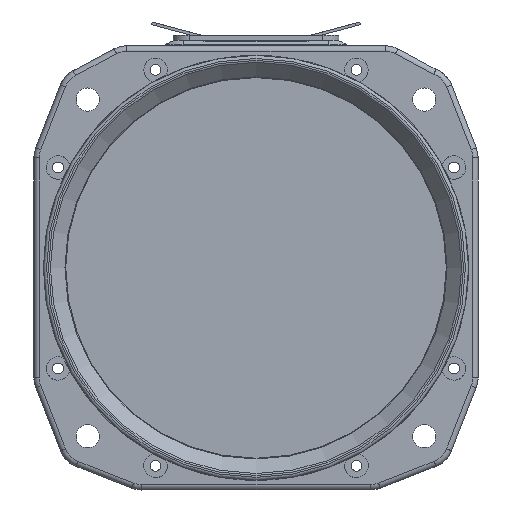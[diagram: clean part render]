
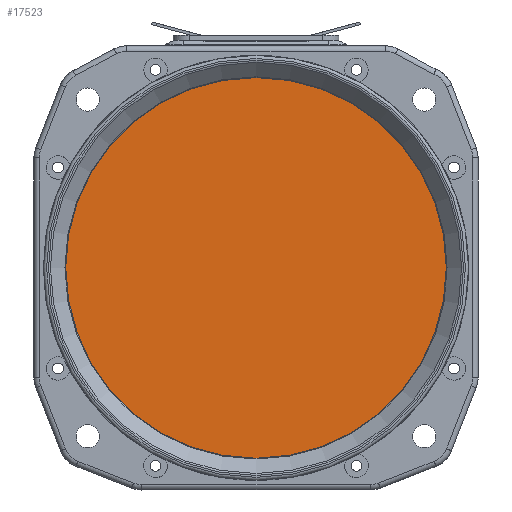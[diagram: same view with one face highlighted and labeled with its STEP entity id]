
A CAD part, front view. The second image highlights one B-rep face of the part: STEP entity #17523.
In plain terms, the highlighted planar face has unit normal (0, -1, 0).
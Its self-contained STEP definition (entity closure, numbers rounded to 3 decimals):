
#825=PLANE('',#18823);
#1340=FACE_OUTER_BOUND('',#2381,.T.);
#2381=EDGE_LOOP('',(#12484,#12485,#12486,#12487,#12488,#12489,#12490,#12491,
#12492));
#3599=LINE('',#27224,#5000);
#3602=LINE('',#27232,#5003);
#3610=LINE('',#27258,#5011);
#3612=LINE('',#27261,#5013);
#3613=LINE('',#27264,#5014);
#3614=LINE('',#27266,#5015);
#3615=LINE('',#27268,#5016);
#5000=VECTOR('',#21485,10.);
#5003=VECTOR('',#21492,10.);
#5011=VECTOR('',#21516,10.);
#5013=VECTOR('',#21520,10.);
#5014=VECTOR('',#21523,10.);
#5015=VECTOR('',#21524,10.);
#5016=VECTOR('',#21525,10.);
#6318=CIRCLE('',#18817,39.65);
#6321=CIRCLE('',#18824,39.65);
#7548=VERTEX_POINT('',#27222);
#7549=VERTEX_POINT('',#27223);
#7552=VERTEX_POINT('',#27231);
#7555=VERTEX_POINT('',#27239);
#7561=VERTEX_POINT('',#27255);
#7562=VERTEX_POINT('',#27257);
#7563=VERTEX_POINT('',#27263);
#7564=VERTEX_POINT('',#27265);
#7565=VERTEX_POINT('',#27267);
#9414=EDGE_CURVE('',#7548,#7549,#3599,.T.);
#9418=EDGE_CURVE('',#7552,#7548,#3602,.T.);
#9423=EDGE_CURVE('',#7555,#7549,#6318,.T.);
#9431=EDGE_CURVE('',#7562,#7561,#3610,.T.);
#9433=EDGE_CURVE('',#7561,#7552,#3612,.T.);
#9434=EDGE_CURVE('',#7563,#7555,#3613,.T.);
#9435=EDGE_CURVE('',#7564,#7563,#3614,.T.);
#9436=EDGE_CURVE('',#7565,#7564,#3615,.T.);
#9437=EDGE_CURVE('',#7562,#7565,#6321,.T.);
#12484=ORIENTED_EDGE('',*,*,#9414,.T.);
#12485=ORIENTED_EDGE('',*,*,#9423,.F.);
#12486=ORIENTED_EDGE('',*,*,#9434,.F.);
#12487=ORIENTED_EDGE('',*,*,#9435,.F.);
#12488=ORIENTED_EDGE('',*,*,#9436,.F.);
#12489=ORIENTED_EDGE('',*,*,#9437,.F.);
#12490=ORIENTED_EDGE('',*,*,#9431,.T.);
#12491=ORIENTED_EDGE('',*,*,#9433,.T.);
#12492=ORIENTED_EDGE('',*,*,#9418,.T.);
#17523=ADVANCED_FACE('',(#1340),#825,.F.);
#18817=AXIS2_PLACEMENT_3D('',#27241,#21501,#21502);
#18823=AXIS2_PLACEMENT_3D('',#27262,#21521,#21522);
#18824=AXIS2_PLACEMENT_3D('',#27269,#21526,#21527);
#21485=DIRECTION('',(-0.259,0.,0.966));
#21492=DIRECTION('',(-0.966,0.,-0.259));
#21501=DIRECTION('center_axis',(0.,1.,0.));
#21502=DIRECTION('ref_axis',(-0.038,0.,-0.999));
#21516=DIRECTION('',(-0.259,0.,-0.966));
#21520=DIRECTION('',(-0.966,0.,0.259));
#21521=DIRECTION('center_axis',(0.,1.,0.));
#21522=DIRECTION('ref_axis',(-1.,0.,0.));
#21523=DIRECTION('',(0.,0.,1.));
#21524=DIRECTION('',(-1.,0.,0.));
#21525=DIRECTION('',(0.,0.,-1.));
#21526=DIRECTION('center_axis',(0.,1.,0.));
#21527=DIRECTION('ref_axis',(-0.038,0.,-0.999));
#27222=CARTESIAN_POINT('',(-14.134,-4.75,33.681));
#27223=CARTESIAN_POINT('',(-14.949,-4.75,36.724));
#27224=CARTESIAN_POINT('',(-9.71,-4.75,17.171));
#27231=CARTESIAN_POINT('',(0.,-4.75,37.468));
#27232=CARTESIAN_POINT('',(0.761,-4.75,37.672));
#27239=CARTESIAN_POINT('',(-1.5,-4.75,-39.622));
#27241=CARTESIAN_POINT('Origin',(0.,-4.75,0.));
#27255=CARTESIAN_POINT('',(14.134,-4.75,33.681));
#27257=CARTESIAN_POINT('',(14.949,-4.75,36.724));
#27258=CARTESIAN_POINT('',(9.71,-4.75,17.171));
#27261=CARTESIAN_POINT('',(-0.761,-4.75,37.672));
#27262=CARTESIAN_POINT('Origin',(0.,-4.75,-0.908));
#27263=CARTESIAN_POINT('',(-1.5,-4.75,-41.466));
#27264=CARTESIAN_POINT('',(-1.5,-4.75,-41.466));
#27265=CARTESIAN_POINT('',(1.5,-4.75,-41.466));
#27266=CARTESIAN_POINT('',(1.5,-4.75,-41.466));
#27267=CARTESIAN_POINT('',(1.5,-4.75,-39.622));
#27268=CARTESIAN_POINT('',(1.5,-4.75,-39.622));
#27269=CARTESIAN_POINT('Origin',(0.,-4.75,0.));
